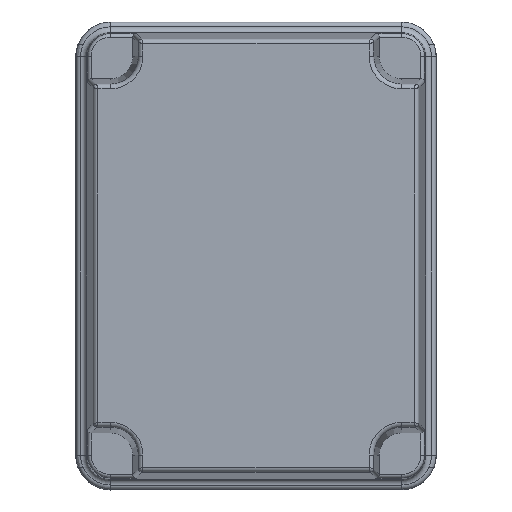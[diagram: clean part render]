
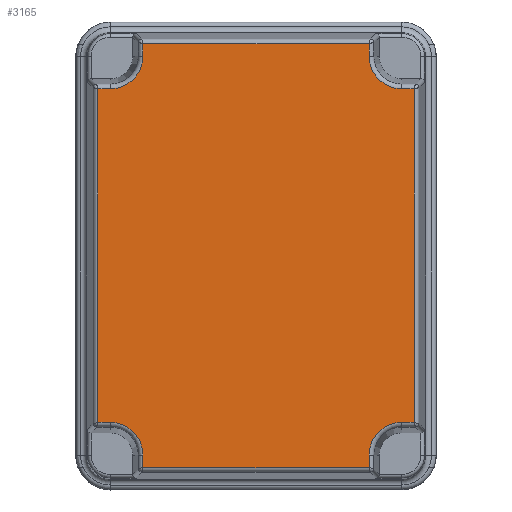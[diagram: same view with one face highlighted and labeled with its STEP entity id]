
A CAD part, top view. The second image highlights one B-rep face of the part: STEP entity #3165.
In plain terms, the highlighted planar face has unit normal (0, 0, 1).
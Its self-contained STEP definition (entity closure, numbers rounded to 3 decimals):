
#89=DIRECTION('',(1.,0.,0.));
#90=VECTOR('',#89,96.718);
#91=CARTESIAN_POINT('',(-48.359,-90.648,94.));
#92=LINE('',#91,#90);
#125=CARTESIAN_POINT('',(-62.3,85.3,94.));
#126=DIRECTION('',(0.,0.,1.));
#127=DIRECTION('',(0.,-1.,0.));
#128=AXIS2_PLACEMENT_3D('',#125,#126,#127);
#130=CARTESIAN_POINT('',(62.3,85.3,94.));
#131=DIRECTION('',(0.,0.,-1.));
#132=DIRECTION('',(0.,-1.,0.));
#133=AXIS2_PLACEMENT_3D('',#130,#131,#132);
#135=CARTESIAN_POINT('',(62.3,-85.3,94.));
#136=DIRECTION('',(0.,0.,1.));
#137=DIRECTION('',(0.,1.,0.));
#138=AXIS2_PLACEMENT_3D('',#135,#136,#137);
#140=CARTESIAN_POINT('',(-62.3,-85.3,94.));
#141=DIRECTION('',(0.,0.,-1.));
#142=DIRECTION('',(0.,1.,0.));
#143=AXIS2_PLACEMENT_3D('',#140,#141,#142);
#149=DIRECTION('',(0.,-1.,0.));
#150=VECTOR('',#149,142.718);
#151=CARTESIAN_POINT('',(-67.648,71.359,94.));
#152=LINE('',#151,#150);
#309=DIRECTION('',(0.,1.,0.));
#310=VECTOR('',#309,142.718);
#311=CARTESIAN_POINT('',(67.648,-71.359,94.));
#312=LINE('',#311,#310);
#395=DIRECTION('',(1.,0.,0.));
#396=VECTOR('',#395,96.718);
#397=CARTESIAN_POINT('',(-48.359,90.648,94.));
#398=LINE('',#397,#396);
#471=DIRECTION('',(0.,-1.,0.));
#472=VECTOR('',#471,5.348);
#473=CARTESIAN_POINT('',(-48.359,90.648,94.));
#474=LINE('',#473,#472);
#498=DIRECTION('',(-1.,0.,0.));
#499=VECTOR('',#498,5.348);
#500=CARTESIAN_POINT('',(-62.3,71.359,94.));
#501=LINE('',#500,#499);
#914=DIRECTION('',(0.,-1.,0.));
#915=VECTOR('',#914,5.348);
#916=CARTESIAN_POINT('',(48.359,90.648,94.));
#917=LINE('',#916,#915);
#955=DIRECTION('',(1.,0.,0.));
#956=VECTOR('',#955,5.348);
#957=CARTESIAN_POINT('',(62.3,71.359,94.));
#958=LINE('',#957,#956);
#1035=DIRECTION('',(0.,1.,0.));
#1036=VECTOR('',#1035,5.348);
#1037=CARTESIAN_POINT('',(48.359,-90.648,94.));
#1038=LINE('',#1037,#1036);
#1062=DIRECTION('',(1.,0.,0.));
#1063=VECTOR('',#1062,5.348);
#1064=CARTESIAN_POINT('',(62.3,-71.359,94.));
#1065=LINE('',#1064,#1063);
#1419=DIRECTION('',(0.,1.,0.));
#1420=VECTOR('',#1419,5.348);
#1421=CARTESIAN_POINT('',(-48.359,-90.648,94.));
#1422=LINE('',#1421,#1420);
#1460=DIRECTION('',(-1.,0.,0.));
#1461=VECTOR('',#1460,5.348);
#1462=CARTESIAN_POINT('',(-62.3,-71.359,94.));
#1463=LINE('',#1462,#1461);
#2450=CARTESIAN_POINT('',(-62.3,-71.359,94.));
#2451=CARTESIAN_POINT('',(-67.648,-71.359,94.));
#2452=VERTEX_POINT('',#2450);
#2453=VERTEX_POINT('',#2451);
#2454=CARTESIAN_POINT('',(-48.359,-85.3,94.));
#2455=VERTEX_POINT('',#2454);
#2456=CARTESIAN_POINT('',(-48.359,-90.648,94.));
#2457=VERTEX_POINT('',#2456);
#2570=CARTESIAN_POINT('',(62.3,-71.359,94.));
#2571=CARTESIAN_POINT('',(67.648,-71.359,94.));
#2572=VERTEX_POINT('',#2570);
#2573=VERTEX_POINT('',#2571);
#2574=CARTESIAN_POINT('',(48.359,-85.3,94.));
#2575=VERTEX_POINT('',#2574);
#2576=CARTESIAN_POINT('',(48.359,-90.648,94.));
#2577=VERTEX_POINT('',#2576);
#2690=CARTESIAN_POINT('',(-62.3,71.359,94.));
#2691=CARTESIAN_POINT('',(-67.648,71.359,94.));
#2692=VERTEX_POINT('',#2690);
#2693=VERTEX_POINT('',#2691);
#2694=CARTESIAN_POINT('',(-48.359,85.3,94.));
#2695=VERTEX_POINT('',#2694);
#2696=CARTESIAN_POINT('',(-48.359,90.648,94.));
#2697=VERTEX_POINT('',#2696);
#2810=CARTESIAN_POINT('',(62.3,71.359,94.));
#2811=CARTESIAN_POINT('',(67.648,71.359,94.));
#2812=VERTEX_POINT('',#2810);
#2813=VERTEX_POINT('',#2811);
#2814=CARTESIAN_POINT('',(48.359,85.3,94.));
#2815=VERTEX_POINT('',#2814);
#2816=CARTESIAN_POINT('',(48.359,90.648,94.));
#2817=VERTEX_POINT('',#2816);
#3127=CARTESIAN_POINT('',(0.,0.,94.));
#3128=DIRECTION('',(0.,0.,1.));
#3129=DIRECTION('',(1.,0.,0.));
#3130=AXIS2_PLACEMENT_3D('',#3127,#3128,#3129);
#3131=PLANE('',#3130);
#3133=ORIENTED_EDGE('',*,*,#3132,.F.);
#3135=ORIENTED_EDGE('',*,*,#3134,.F.);
#3137=ORIENTED_EDGE('',*,*,#3136,.T.);
#3139=ORIENTED_EDGE('',*,*,#3138,.F.);
#3141=ORIENTED_EDGE('',*,*,#3140,.T.);
#3143=ORIENTED_EDGE('',*,*,#3142,.T.);
#3145=ORIENTED_EDGE('',*,*,#3144,.F.);
#3147=ORIENTED_EDGE('',*,*,#3146,.T.);
#3149=ORIENTED_EDGE('',*,*,#3148,.F.);
#3151=ORIENTED_EDGE('',*,*,#3150,.F.);
#3153=ORIENTED_EDGE('',*,*,#3152,.T.);
#3155=ORIENTED_EDGE('',*,*,#3154,.F.);
#3156=ORIENTED_EDGE('',*,*,#3117,.F.);
#3158=ORIENTED_EDGE('',*,*,#3157,.T.);
#3160=ORIENTED_EDGE('',*,*,#3159,.F.);
#3162=ORIENTED_EDGE('',*,*,#3161,.T.);
#3163=EDGE_LOOP('',(#3133,#3135,#3137,#3139,#3141,#3143,#3145,#3147,#3149,#3151,
#3153,#3155,#3156,#3158,#3160,#3162));
#3164=FACE_OUTER_BOUND('',#3163,.F.);
#3165=ADVANCED_FACE('',(#3164),#3131,.T.);
#129=CIRCLE('',#128,13.941);
#134=CIRCLE('',#133,13.941);
#139=CIRCLE('',#138,13.941);
#144=CIRCLE('',#143,13.941);
#3117=EDGE_CURVE('',#2457,#2577,#92,.T.);
#3132=EDGE_CURVE('',#2693,#2453,#152,.T.);
#3134=EDGE_CURVE('',#2692,#2693,#501,.T.);
#3136=EDGE_CURVE('',#2692,#2695,#129,.T.);
#3138=EDGE_CURVE('',#2697,#2695,#474,.T.);
#3140=EDGE_CURVE('',#2697,#2817,#398,.T.);
#3142=EDGE_CURVE('',#2817,#2815,#917,.T.);
#3144=EDGE_CURVE('',#2812,#2815,#134,.T.);
#3146=EDGE_CURVE('',#2812,#2813,#958,.T.);
#3148=EDGE_CURVE('',#2573,#2813,#312,.T.);
#3150=EDGE_CURVE('',#2572,#2573,#1065,.T.);
#3152=EDGE_CURVE('',#2572,#2575,#139,.T.);
#3154=EDGE_CURVE('',#2577,#2575,#1038,.T.);
#3157=EDGE_CURVE('',#2457,#2455,#1422,.T.);
#3159=EDGE_CURVE('',#2452,#2455,#144,.T.);
#3161=EDGE_CURVE('',#2452,#2453,#1463,.T.);
